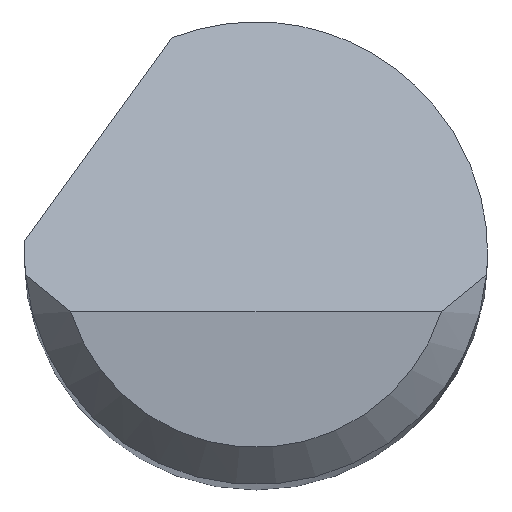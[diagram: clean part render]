
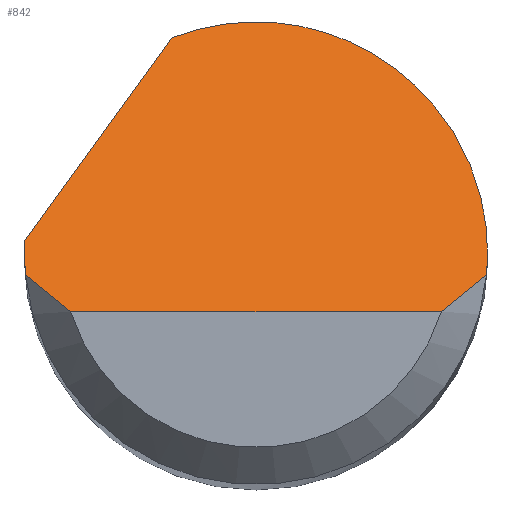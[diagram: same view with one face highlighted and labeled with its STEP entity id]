
A CAD part, top view. The second image highlights one B-rep face of the part: STEP entity #842.
In plain terms, the highlighted planar face has unit normal (0, 0.707, 0.707).
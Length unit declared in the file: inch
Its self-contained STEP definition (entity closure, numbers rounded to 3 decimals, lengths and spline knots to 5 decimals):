
#9 = VERTEX_POINT ( 'NONE', #421 ) ;
#58 = CARTESIAN_POINT ( 'NONE',  ( -0.03394, 0.08739, 1.38886 ) ) ;
#66 = EDGE_CURVE ( 'NONE', #746, #435, #407, .T. ) ;
#70 = ORIENTED_EDGE ( 'NONE', *, *, #470, .T. ) ;
#71 = CARTESIAN_POINT ( 'NONE',  ( -0.09362, 0.005, 1.47125 ) ) ;
#80 = EDGE_CURVE ( 'NONE', #445, #398, #597, .T. ) ;
#81 = CARTESIAN_POINT ( 'NONE',  ( -0.11014, -0.01781, 1.49406 ) ) ;
#97 =( BOUNDED_CURVE ( )  B_SPLINE_CURVE ( 3, ( #730, #459, #529, #71 ),
 .UNSPECIFIED., .F., .T. ) 
 B_SPLINE_CURVE_WITH_KNOTS ( ( 4, 4 ),
 ( 4.71239, 4.76575 ),
 .UNSPECIFIED. ) 
 CURVE ( )  GEOMETRIC_REPRESENTATION_ITEM ( )  RATIONAL_B_SPLINE_CURVE ( ( 1., 1., 1., 1. ) ) 
 REPRESENTATION_ITEM ( '' )  );
#117 = EDGE_LOOP ( 'NONE', ( #641, #164, #555, #718, #804, #782, #324, #70 ) ) ;
#132 = VERTEX_POINT ( 'NONE', #393 ) ;
#160 = EDGE_CURVE ( 'NONE', #435, #9, #849, .T. ) ;
#164 = ORIENTED_EDGE ( 'NONE', *, *, #184, .T. ) ;
#170 = CARTESIAN_POINT ( 'NONE',  ( -0.09334, -0.00875, 1.485 ) ) ;
#173 = VERTEX_POINT ( 'NONE', #170 ) ;
#177 = CARTESIAN_POINT ( 'NONE',  ( -0.08157, -0.019, 1.49525 ) ) ;
#182 = CARTESIAN_POINT ( 'NONE',  ( 0.07508, -0.02375, 1.5 ) ) ;
#184 = EDGE_CURVE ( 'NONE', #398, #615, #237, .T. ) ;
#190 = VECTOR ( 'NONE', #346, 39.37008 ) ;
#201 = CARTESIAN_POINT ( 'NONE',  ( 0.09375, 0., 1.47625 ) ) ;
#211 = CARTESIAN_POINT ( 'NONE',  ( -0.09361, -0.00584, 1.48209 ) ) ;
#215 = CARTESIAN_POINT ( 'NONE',  ( -0.09375, 0., 1.47625 ) ) ;
#223 = CARTESIAN_POINT ( 'NONE',  ( 0.09375, 0., 1.47625 ) ) ;
#225 = CARTESIAN_POINT ( 'NONE',  ( -0.09334, -0.00875, 1.485 ) ) ;
#226 = DIRECTION ( 'NONE',  ( 0., -0.707, -0.707 ) ) ;
#235 = EDGE_CURVE ( 'NONE', #9, #615, #639, .T. ) ;
#237 = B_SPLINE_CURVE_WITH_KNOTS ( 'NONE', 3,
 ( #182, #253, #779, #384 ),
 .UNSPECIFIED., .F., .F.,
 ( 4, 4 ),
 ( 0., 0.00071 ),
 .UNSPECIFIED. ) ;
#253 = CARTESIAN_POINT ( 'NONE',  ( 0.08157, -0.019, 1.49525 ) ) ;
#284 = CARTESIAN_POINT ( 'NONE',  ( -0.07508, -0.02375, 1.5 ) ) ;
#324 = ORIENTED_EDGE ( 'NONE', *, *, #753, .F. ) ;
#346 = DIRECTION ( 'NONE',  ( 0.456, 0.629, -0.629 ) ) ;
#372 = CARTESIAN_POINT ( 'NONE',  ( 0.09334, -0.00875, 1.485 ) ) ;
#384 = CARTESIAN_POINT ( 'NONE',  ( 0.09334, -0.00875, 1.485 ) ) ;
#388 = CARTESIAN_POINT ( 'NONE',  ( 0.09375, 0.07266, 1.40359 ) ) ;
#393 = CARTESIAN_POINT ( 'NONE',  ( -0.09375, 0., 1.47625 ) ) ;
#398 = VERTEX_POINT ( 'NONE', #608 ) ;
#407 = LINE ( 'NONE', #81, #190 ) ;
#415 = CARTESIAN_POINT ( 'NONE',  ( -0.09334, -0.00875, 1.485 ) ) ;
#417 = FACE_OUTER_BOUND ( 'NONE', #117, .T. ) ;
#421 = CARTESIAN_POINT ( 'NONE',  ( 0.09375, 0., 1.47625 ) ) ;
#435 = VERTEX_POINT ( 'NONE', #622 ) ;
#444 = DIRECTION ( 'NONE',  ( 1., 0., 0. ) ) ;
#445 = VERTEX_POINT ( 'NONE', #816 ) ;
#459 = CARTESIAN_POINT ( 'NONE',  ( -0.09375, 0.00167, 1.47458 ) ) ;
#470 = EDGE_CURVE ( 'NONE', #173, #445, #792, .T. ) ;
#486 = CARTESIAN_POINT ( 'NONE',  ( -0.09375, -0.00292, 1.47917 ) ) ;
#494 = VECTOR ( 'NONE', #444, 39.37008 ) ;
#529 = CARTESIAN_POINT ( 'NONE',  ( -0.09371, 0.00333, 1.47292 ) ) ;
#555 = ORIENTED_EDGE ( 'NONE', *, *, #235, .F. ) ;
#577 =( BOUNDED_CURVE ( )  B_SPLINE_CURVE ( 3, ( #415, #211, #486, #215 ),
 .UNSPECIFIED., .F., .T. ) 
 B_SPLINE_CURVE_WITH_KNOTS ( ( 4, 4 ),
 ( 4.61892, 4.71239 ),
 .UNSPECIFIED. ) 
 CURVE ( )  GEOMETRIC_REPRESENTATION_ITEM ( )  RATIONAL_B_SPLINE_CURVE ( ( 1., 0.999, 0.999, 1. ) ) 
 REPRESENTATION_ITEM ( '' )  );
#597 = LINE ( 'NONE', #737, #494 ) ;
#600 = CARTESIAN_POINT ( 'NONE',  ( -0.09362, 0.005, 1.47125 ) ) ;
#602 = CARTESIAN_POINT ( 'NONE',  ( 0.09334, -0.00875, 1.485 ) ) ;
#608 = CARTESIAN_POINT ( 'NONE',  ( 0.07508, -0.02375, 1.5 ) ) ;
#615 = VERTEX_POINT ( 'NONE', #372 ) ;
#622 = CARTESIAN_POINT ( 'NONE',  ( -0.03394, 0.08739, 1.38886 ) ) ;
#639 =( BOUNDED_CURVE ( )  B_SPLINE_CURVE ( 3, ( #201, #739, #726, #602 ),
 .UNSPECIFIED., .F., .F. ) 
 B_SPLINE_CURVE_WITH_KNOTS ( ( 4, 4 ),
 ( 1.5708, 1.66427 ),
 .UNSPECIFIED. ) 
 CURVE ( )  GEOMETRIC_REPRESENTATION_ITEM ( )  RATIONAL_B_SPLINE_CURVE ( ( 1., 0.999, 0.999, 1. ) ) 
 REPRESENTATION_ITEM ( '' )  );
#641 = ORIENTED_EDGE ( 'NONE', *, *, #80, .T. ) ;
#678 = EDGE_CURVE ( 'NONE', #132, #746, #97, .T. ) ;
#680 = CARTESIAN_POINT ( 'NONE',  ( -0.09375, -0.02375, 1.5 ) ) ;
#687 = DIRECTION ( 'NONE',  ( 0., 0.707, -0.707 ) ) ;
#718 = ORIENTED_EDGE ( 'NONE', *, *, #160, .F. ) ;
#726 = CARTESIAN_POINT ( 'NONE',  ( 0.09361, -0.00584, 1.48209 ) ) ;
#730 = CARTESIAN_POINT ( 'NONE',  ( -0.09375, 0., 1.47625 ) ) ;
#737 = CARTESIAN_POINT ( 'NONE',  ( 0., -0.02375, 1.5 ) ) ;
#739 = CARTESIAN_POINT ( 'NONE',  ( 0.09375, -0.00292, 1.47917 ) ) ;
#746 = VERTEX_POINT ( 'NONE', #600 ) ;
#753 = EDGE_CURVE ( 'NONE', #173, #132, #577, .T. ) ;
#755 = PLANE ( 'NONE',  #781 ) ;
#779 = CARTESIAN_POINT ( 'NONE',  ( 0.08761, -0.01397, 1.49022 ) ) ;
#781 = AXIS2_PLACEMENT_3D ( 'NONE', #680, #226, #687 ) ;
#782 = ORIENTED_EDGE ( 'NONE', *, *, #678, .F. ) ;
#792 = B_SPLINE_CURVE_WITH_KNOTS ( 'NONE', 3,
 ( #225, #811, #177, #284 ),
 .UNSPECIFIED., .F., .F.,
 ( 4, 4 ),
 ( 0., 0.00071 ),
 .UNSPECIFIED. ) ;
#804 = ORIENTED_EDGE ( 'NONE', *, *, #66, .F. ) ;
#811 = CARTESIAN_POINT ( 'NONE',  ( -0.08761, -0.01397, 1.49022 ) ) ;
#814 = CARTESIAN_POINT ( 'NONE',  ( 0.03379, 0.11369, 1.36256 ) ) ;
#816 = CARTESIAN_POINT ( 'NONE',  ( -0.07508, -0.02375, 1.5 ) ) ;
#842 = ADVANCED_FACE ( 'NONE', ( #417 ), #755, .F. ) ;
#849 =( BOUNDED_CURVE ( )  B_SPLINE_CURVE ( 3, ( #58, #814, #388, #223 ),
 .UNSPECIFIED., .F., .F. ) 
 B_SPLINE_CURVE_WITH_KNOTS ( ( 4, 4 ),
 ( 5.91277, 7.85398 ),
 .UNSPECIFIED. ) 
 CURVE ( )  GEOMETRIC_REPRESENTATION_ITEM ( )  RATIONAL_B_SPLINE_CURVE ( ( 1., 0.71, 0.71, 1. ) ) 
 REPRESENTATION_ITEM ( '' )  );
